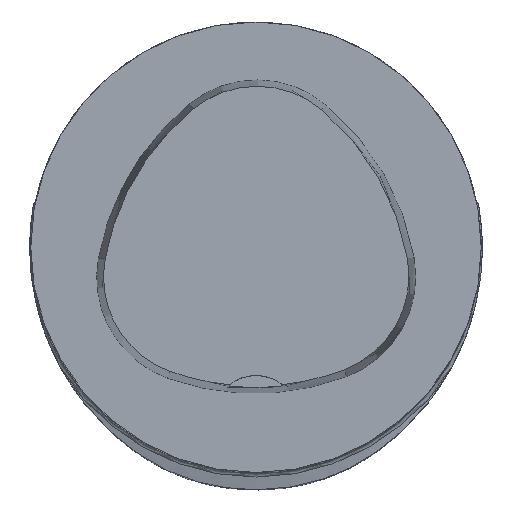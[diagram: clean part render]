
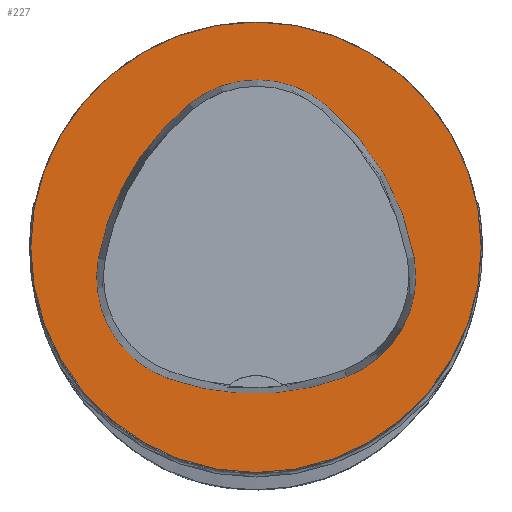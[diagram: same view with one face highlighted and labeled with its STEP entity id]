
A CAD part, top view. The second image highlights one B-rep face of the part: STEP entity #227.
In plain terms, the highlighted planar face has unit normal (0, 0, 1).
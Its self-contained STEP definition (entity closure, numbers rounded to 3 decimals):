
#227=ADVANCED_FACE('',(#434,#435),#270,.T.);
#270=PLANE('',#1256);
#434=FACE_BOUND('',#484,.T.);
#435=FACE_BOUND('',#485,.T.);
#484=EDGE_LOOP('',(#713,#714,#715,#716,#717,#718));
#485=EDGE_LOOP('',(#719));
#713=ORIENTED_EDGE('',*,*,#1031,.T.);
#714=ORIENTED_EDGE('',*,*,#1011,.T.);
#715=ORIENTED_EDGE('',*,*,#1015,.T.);
#716=ORIENTED_EDGE('',*,*,#1018,.T.);
#717=ORIENTED_EDGE('',*,*,#1021,.T.);
#718=ORIENTED_EDGE('',*,*,#1029,.T.);
#719=ORIENTED_EDGE('',*,*,#1002,.F.);
#876=VERTEX_POINT('',#1967);
#885=VERTEX_POINT('',#1986);
#886=VERTEX_POINT('',#1987);
#889=VERTEX_POINT('',#1995);
#891=VERTEX_POINT('',#2001);
#893=VERTEX_POINT('',#2007);
#900=VERTEX_POINT('',#2028);
#1002=EDGE_CURVE('',#876,#876,#1065,.T.);
#1011=EDGE_CURVE('',#885,#886,#1066,.T.);
#1015=EDGE_CURVE('',#886,#889,#1068,.T.);
#1018=EDGE_CURVE('',#889,#891,#1070,.T.);
#1021=EDGE_CURVE('',#891,#893,#1072,.T.);
#1029=EDGE_CURVE('',#893,#900,#1076,.T.);
#1031=EDGE_CURVE('',#900,#885,#1078,.T.);
#1065=CIRCLE('',#1228,31.5);
#1066=CIRCLE('',#1234,36.);
#1068=CIRCLE('',#1237,15.);
#1070=CIRCLE('',#1240,36.);
#1072=CIRCLE('',#1243,15.);
#1076=CIRCLE('',#1248,36.);
#1078=CIRCLE('',#1251,15.);
#1228=AXIS2_PLACEMENT_3D('',#1966,#1458,#1459);
#1234=AXIS2_PLACEMENT_3D('',#1985,#1474,#1475);
#1237=AXIS2_PLACEMENT_3D('',#1994,#1482,#1483);
#1240=AXIS2_PLACEMENT_3D('',#2000,#1489,#1490);
#1243=AXIS2_PLACEMENT_3D('',#2006,#1496,#1497);
#1248=AXIS2_PLACEMENT_3D('',#2029,#1508,#1509);
#1251=AXIS2_PLACEMENT_3D('',#2032,#1514,#1515);
#1256=AXIS2_PLACEMENT_3D('',#2037,#1524,#1525);
#1458=DIRECTION('',(0.,0.,-1.));
#1459=DIRECTION('',(-1.,0.,0.));
#1474=DIRECTION('',(0.,0.,-1.));
#1475=DIRECTION('',(-1.,0.,0.));
#1482=DIRECTION('',(0.,0.,-1.));
#1483=DIRECTION('',(-1.,0.,0.));
#1489=DIRECTION('',(0.,0.,-1.));
#1490=DIRECTION('',(-1.,0.,0.));
#1496=DIRECTION('',(0.,0.,-1.));
#1497=DIRECTION('',(-1.,0.,0.));
#1508=DIRECTION('',(0.,0.,-1.));
#1509=DIRECTION('',(-1.,0.,0.));
#1514=DIRECTION('',(0.,0.,-1.));
#1515=DIRECTION('',(-1.,0.,0.));
#1524=DIRECTION('',(0.,0.,1.));
#1525=DIRECTION('',(1.,0.,0.));
#1966=CARTESIAN_POINT('',(0.,0.,0.));
#1967=CARTESIAN_POINT('',(-31.5,0.,0.));
#1985=CARTESIAN_POINT('',(13.398,-7.893,0.));
#1986=CARTESIAN_POINT('',(-22.041,-1.562,0.));
#1987=CARTESIAN_POINT('',(-9.317,20.036,0.));
#1994=CARTESIAN_POINT('',(0.148,8.399,0.));
#1995=CARTESIAN_POINT('',(9.779,19.898,0.));
#2000=CARTESIAN_POINT('',(-13.337,-7.7,0.));
#2001=CARTESIAN_POINT('',(22.122,-1.48,0.));
#2006=CARTESIAN_POINT('',(7.347,-4.071,0.));
#2007=CARTESIAN_POINT('',(12.693,-18.087,0.));
#2028=CARTESIAN_POINT('',(-12.373,-18.307,0.));
#2029=CARTESIAN_POINT('',(-0.137,15.55,0.));
#2032=CARTESIAN_POINT('',(-7.275,-4.2,0.));
#2037=CARTESIAN_POINT('',(0.,0.,0.));
